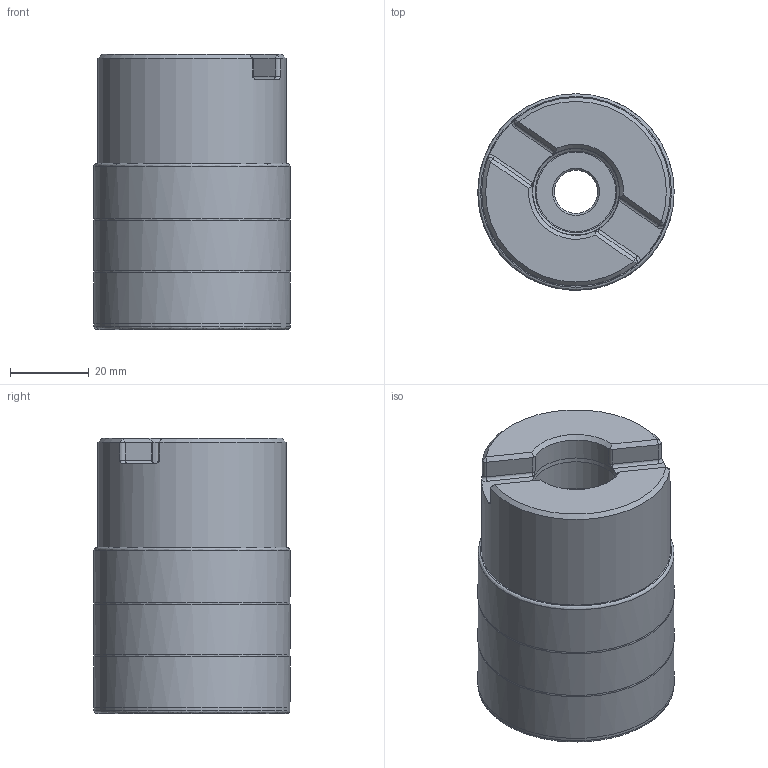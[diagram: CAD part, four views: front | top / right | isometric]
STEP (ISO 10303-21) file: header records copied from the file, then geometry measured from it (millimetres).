
FILE_DESCRIPTION(/* description */ (''),/* implementation_level */ '2;1');
FILE_NAME(/* name */ '202758663ndi000_00.stp',/* time_stamp */ '2019-12-16T11:53:47+01:00',/* author */ (''),/* organization */ (''),/* preprocessor_version */ 'ST-DEVELOPER v16.7',/* originating_system */ 'SIEMENS PLM Software NX 12.0',/* authorisation */ '');
FILE_SCHEMA (('AUTOMOTIVE_DESIGN { 1 0 10303 214 3 1 1 1 }'));
Length unit declared in the file: millimetre
Products named in the file (1): mp540390A555lpmc
Bounding box: 49.95 x 49.95 x 70 mm (x, y, z)
Volume: 155102 mm3; surface area: 30767.7 mm2
Topology: 2 solids, 2 shells, 94 faces, 228 edges, 134 vertices
Faces by surface type: cylinder 23, revolution 21, cone 19, plane 16, torus 15
Full cylindrical faces by diameter (mm): 11 x1, 18.1 x1, 22.006 x1, 22.2 x1, 48 x1
Entity records: 2940 total; most frequent: CARTESIAN_POINT 1028, DIRECTION 379, ORIENTED_EDGE 330, EDGE_CURVE 165, AXIS2_PLACEMENT_3D 159, EDGE_LOOP 142, VERTEX_POINT 119, FACE_BOUND 96
